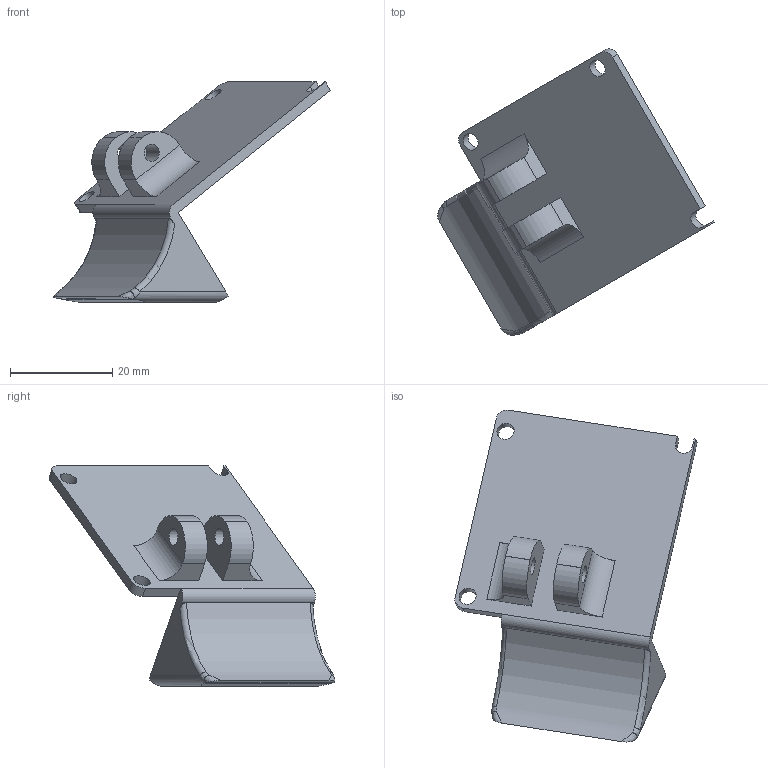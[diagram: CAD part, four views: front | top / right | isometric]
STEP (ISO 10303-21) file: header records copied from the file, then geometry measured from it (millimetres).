
FILE_DESCRIPTION(('FreeCAD Model'),'2;1');
FILE_NAME('Layer_Fan.step' ,'2017-01-26T10:49:46',('Ax Smith-Laffin'),('AxMod Box Mods Limited'), 'Open CASCADE STEP processor 6.8','FreeCAD','Unknown');
FILE_SCHEMA(('AUTOMOTIVE_DESIGN_CC2 { 1 2 10303 214 -1 1 5 4 }'));
Length unit declared in the file: millimetre
Products named in the file (2): ASSEMBLY; Layer_Fan_Mount
Assembly tree (1 placements, depth 2):
  ASSEMBLY
    Layer_Fan_Mount
Bounding box: 54.31 x 56.07 x 43.18 mm (x, y, z)
Volume: 5742.7 mm3; surface area: 7463.8 mm2
Topology: 1 solids, 1 shells, 58 faces, 162 edges, 108 vertices
Faces by surface type: plane 34, cylinder 18, bspline 4, torus 2
Full cylindrical faces by diameter (mm): 3.4 x4
Entity records: 5658 total; most frequent: CARTESIAN_POINT 2490, DIRECTION 555, LINE 340, VECTOR 340, ORIENTED_EDGE 324, PCURVE 324, DEFINITIONAL_REPRESENTATION 324, EDGE_CURVE 162
